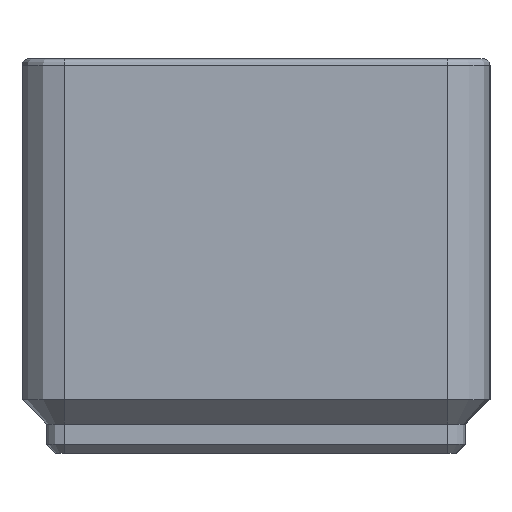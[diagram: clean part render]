
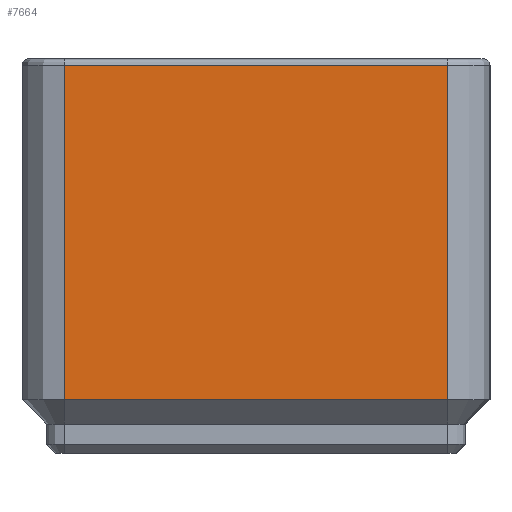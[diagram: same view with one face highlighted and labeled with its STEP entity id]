
A CAD part, left-side view. The second image highlights one B-rep face of the part: STEP entity #7664.
In plain terms, the highlighted planar face has unit normal (-1, 0, 0).
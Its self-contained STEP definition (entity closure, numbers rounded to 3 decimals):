
#101 = CYLINDRICAL_SURFACE('',#102,0.6);
#102 = AXIS2_PLACEMENT_3D('',#103,#104,#105);
#103 = CARTESIAN_POINT('',(0.85,4.,34.4));
#104 = DIRECTION('',(0.,-1.,0.));
#105 = DIRECTION('',(1.,0.,0.));
#1083 = VERTEX_POINT('',#1084);
#1084 = CARTESIAN_POINT('',(0.25,38.,34.4));
#1099 = CYLINDRICAL_SURFACE('',#1100,3.75);
#1100 = AXIS2_PLACEMENT_3D('',#1101,#1102,#1103);
#1101 = CARTESIAN_POINT('',(4.,38.,0.));
#1102 = DIRECTION('',(0.,0.,1.));
#1103 = DIRECTION('',(1.,0.,0.));
#1193 = EDGE_CURVE('',#1083,#1194,#1196,.T.);
#1194 = VERTEX_POINT('',#1195);
#1195 = CARTESIAN_POINT('',(0.25,4.,34.4));
#1196 = SURFACE_CURVE('',#1197,(#1201,#1208),.PCURVE_S1.);
#1197 = LINE('',#1198,#1199);
#1198 = CARTESIAN_POINT('',(0.25,4.,34.4));
#1199 = VECTOR('',#1200,1.);
#1200 = DIRECTION('',(0.,-1.,0.));
#1201 = PCURVE('',#101,#1202);
#1202 = DEFINITIONAL_REPRESENTATION('',(#1203),#1207);
#1203 = LINE('',#1204,#1205);
#1204 = CARTESIAN_POINT('',(3.142,0.));
#1205 = VECTOR('',#1206,1.);
#1206 = DIRECTION('',(0.,1.));
#1207 = ( GEOMETRIC_REPRESENTATION_CONTEXT(2) 
PARAMETRIC_REPRESENTATION_CONTEXT() REPRESENTATION_CONTEXT('2D SPACE',''
  ) );
#1208 = PCURVE('',#1209,#1214);
#1209 = PLANE('',#1210);
#1210 = AXIS2_PLACEMENT_3D('',#1211,#1212,#1213);
#1211 = CARTESIAN_POINT('',(0.25,21.,17.2));
#1212 = DIRECTION('',(-1.,0.,0.));
#1213 = DIRECTION('',(0.,0.,-1.));
#1214 = DEFINITIONAL_REPRESENTATION('',(#1215),#1219);
#1215 = LINE('',#1216,#1217);
#1216 = CARTESIAN_POINT('',(-17.2,17.));
#1217 = VECTOR('',#1218,1.);
#1218 = DIRECTION('',(0.,1.));
#1219 = ( GEOMETRIC_REPRESENTATION_CONTEXT(2) 
PARAMETRIC_REPRESENTATION_CONTEXT() REPRESENTATION_CONTEXT('2D SPACE',''
  ) );
#1321 = CYLINDRICAL_SURFACE('',#1322,3.75);
#1322 = AXIS2_PLACEMENT_3D('',#1323,#1324,#1325);
#1323 = CARTESIAN_POINT('',(4.,4.,0.));
#1324 = DIRECTION('',(0.,0.,1.));
#1325 = DIRECTION('',(1.,0.,0.));
#7561 = VERTEX_POINT('',#7562);
#7562 = CARTESIAN_POINT('',(0.25,38.,4.75));
#7589 = EDGE_CURVE('',#7561,#1083,#7590,.T.);
#7590 = SURFACE_CURVE('',#7591,(#7595,#7602),.PCURVE_S1.);
#7591 = LINE('',#7592,#7593);
#7592 = CARTESIAN_POINT('',(0.25,38.,0.));
#7593 = VECTOR('',#7594,1.);
#7594 = DIRECTION('',(0.,0.,1.));
#7595 = PCURVE('',#1099,#7596);
#7596 = DEFINITIONAL_REPRESENTATION('',(#7597),#7601);
#7597 = LINE('',#7598,#7599);
#7598 = CARTESIAN_POINT('',(3.142,0.));
#7599 = VECTOR('',#7600,1.);
#7600 = DIRECTION('',(0.,1.));
#7601 = ( GEOMETRIC_REPRESENTATION_CONTEXT(2) 
PARAMETRIC_REPRESENTATION_CONTEXT() REPRESENTATION_CONTEXT('2D SPACE',''
  ) );
#7602 = PCURVE('',#1209,#7603);
#7603 = DEFINITIONAL_REPRESENTATION('',(#7604),#7608);
#7604 = LINE('',#7605,#7606);
#7605 = CARTESIAN_POINT('',(17.2,-17.));
#7606 = VECTOR('',#7607,1.);
#7607 = DIRECTION('',(-1.,0.));
#7608 = ( GEOMETRIC_REPRESENTATION_CONTEXT(2) 
PARAMETRIC_REPRESENTATION_CONTEXT() REPRESENTATION_CONTEXT('2D SPACE',''
  ) );
#7664 = ADVANCED_FACE('',(#7665),#1209,.T.);
#7665 = FACE_BOUND('',#7666,.T.);
#7666 = EDGE_LOOP('',(#7667,#7668,#7669,#7697));
#7667 = ORIENTED_EDGE('',*,*,#1193,.F.);
#7668 = ORIENTED_EDGE('',*,*,#7589,.F.);
#7669 = ORIENTED_EDGE('',*,*,#7670,.F.);
#7670 = EDGE_CURVE('',#7671,#7561,#7673,.T.);
#7671 = VERTEX_POINT('',#7672);
#7672 = CARTESIAN_POINT('',(0.25,4.,4.75));
#7673 = SURFACE_CURVE('',#7674,(#7678,#7685),.PCURVE_S1.);
#7674 = LINE('',#7675,#7676);
#7675 = CARTESIAN_POINT('',(0.25,12.5,4.75));
#7676 = VECTOR('',#7677,1.);
#7677 = DIRECTION('',(0.,1.,0.));
#7678 = PCURVE('',#1209,#7679);
#7679 = DEFINITIONAL_REPRESENTATION('',(#7680),#7684);
#7680 = LINE('',#7681,#7682);
#7681 = CARTESIAN_POINT('',(12.45,8.5));
#7682 = VECTOR('',#7683,1.);
#7683 = DIRECTION('',(0.,-1.));
#7684 = ( GEOMETRIC_REPRESENTATION_CONTEXT(2) 
PARAMETRIC_REPRESENTATION_CONTEXT() REPRESENTATION_CONTEXT('2D SPACE',''
  ) );
#7685 = PCURVE('',#7686,#7691);
#7686 = PLANE('',#7687);
#7687 = AXIS2_PLACEMENT_3D('',#7688,#7689,#7690);
#7688 = CARTESIAN_POINT('',(2.4,4.,2.6));
#7689 = DIRECTION('',(0.707,0.,0.707));
#7690 = DIRECTION('',(0.,-1.,0.));
#7691 = DEFINITIONAL_REPRESENTATION('',(#7692),#7696);
#7692 = LINE('',#7693,#7694);
#7693 = CARTESIAN_POINT('',(-8.5,-3.041));
#7694 = VECTOR('',#7695,1.);
#7695 = DIRECTION('',(-1.,0.));
#7696 = ( GEOMETRIC_REPRESENTATION_CONTEXT(2) 
PARAMETRIC_REPRESENTATION_CONTEXT() REPRESENTATION_CONTEXT('2D SPACE',''
  ) );
#7697 = ORIENTED_EDGE('',*,*,#7698,.T.);
#7698 = EDGE_CURVE('',#7671,#1194,#7699,.T.);
#7699 = SURFACE_CURVE('',#7700,(#7704,#7711),.PCURVE_S1.);
#7700 = LINE('',#7701,#7702);
#7701 = CARTESIAN_POINT('',(0.25,4.,0.));
#7702 = VECTOR('',#7703,1.);
#7703 = DIRECTION('',(0.,0.,1.));
#7704 = PCURVE('',#1209,#7705);
#7705 = DEFINITIONAL_REPRESENTATION('',(#7706),#7710);
#7706 = LINE('',#7707,#7708);
#7707 = CARTESIAN_POINT('',(17.2,17.));
#7708 = VECTOR('',#7709,1.);
#7709 = DIRECTION('',(-1.,0.));
#7710 = ( GEOMETRIC_REPRESENTATION_CONTEXT(2) 
PARAMETRIC_REPRESENTATION_CONTEXT() REPRESENTATION_CONTEXT('2D SPACE',''
  ) );
#7711 = PCURVE('',#1321,#7712);
#7712 = DEFINITIONAL_REPRESENTATION('',(#7713),#7717);
#7713 = LINE('',#7714,#7715);
#7714 = CARTESIAN_POINT('',(3.142,0.));
#7715 = VECTOR('',#7716,1.);
#7716 = DIRECTION('',(0.,1.));
#7717 = ( GEOMETRIC_REPRESENTATION_CONTEXT(2) 
PARAMETRIC_REPRESENTATION_CONTEXT() REPRESENTATION_CONTEXT('2D SPACE',''
  ) );
